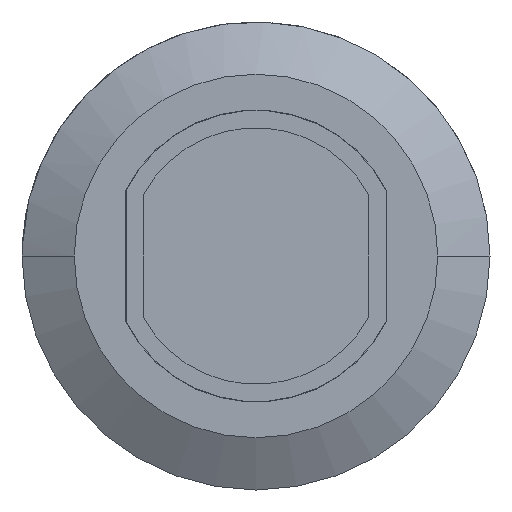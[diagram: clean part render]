
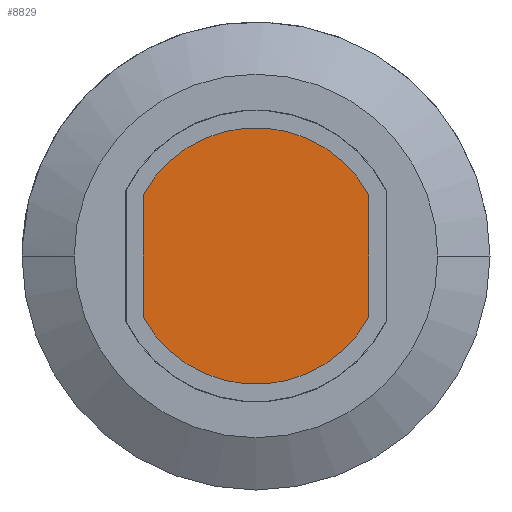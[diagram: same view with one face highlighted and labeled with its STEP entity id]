
A CAD part, left-side view. The second image highlights one B-rep face of the part: STEP entity #8829.
In plain terms, the highlighted planar face has unit normal (-1, 0, 0).
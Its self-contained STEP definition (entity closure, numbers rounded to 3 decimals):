
#5603=CARTESIAN_POINT('',(-23.7,0.,0.));
#5604=DIRECTION('',(-1.,0.,0.));
#5605=DIRECTION('',(0.,-0.878,0.478));
#5606=AXIS2_PLACEMENT_3D('',#5603,#5604,#5605);
#5608=DIRECTION('',(0.,0.,1.));
#5609=VECTOR('',#5608,7.074);
#5610=CARTESIAN_POINT('',(-23.7,-6.5,-3.537));
#5611=LINE('',#5610,#5609);
#5612=CARTESIAN_POINT('',(-23.7,0.,0.));
#5613=DIRECTION('',(-1.,0.,0.));
#5614=DIRECTION('',(0.,0.878,-0.478));
#5615=AXIS2_PLACEMENT_3D('',#5612,#5613,#5614);
#5617=DIRECTION('',(0.,0.,-1.));
#5618=VECTOR('',#5617,7.074);
#5619=CARTESIAN_POINT('',(-23.7,6.5,3.537));
#5620=LINE('',#5619,#5618);
#6177=CARTESIAN_POINT('',(-23.7,-6.5,3.537));
#6178=CARTESIAN_POINT('',(-23.7,6.5,3.537));
#6179=VERTEX_POINT('',#6177);
#6180=VERTEX_POINT('',#6178);
#6181=CARTESIAN_POINT('',(-23.7,6.5,-3.537));
#6182=VERTEX_POINT('',#6181);
#6183=CARTESIAN_POINT('',(-23.7,-6.5,-3.537));
#6184=VERTEX_POINT('',#6183);
#8818=CARTESIAN_POINT('',(-23.7,0.,0.));
#8819=DIRECTION('',(-1.,0.,0.));
#8820=DIRECTION('',(0.,0.,1.));
#8821=AXIS2_PLACEMENT_3D('',#8818,#8819,#8820);
#8822=PLANE('',#8821);
#8823=ORIENTED_EDGE('',*,*,#8770,.F.);
#8824=ORIENTED_EDGE('',*,*,#8785,.F.);
#8825=ORIENTED_EDGE('',*,*,#8799,.F.);
#8826=ORIENTED_EDGE('',*,*,#8812,.F.);
#8827=EDGE_LOOP('',(#8823,#8824,#8825,#8826));
#8828=FACE_OUTER_BOUND('',#8827,.F.);
#8829=ADVANCED_FACE('',(#8828),#8822,.T.);
#5607=CIRCLE('',#5606,7.4);
#5616=CIRCLE('',#5615,7.4);
#8770=EDGE_CURVE('',#6179,#6180,#5607,.T.);
#8785=EDGE_CURVE('',#6184,#6179,#5611,.T.);
#8799=EDGE_CURVE('',#6182,#6184,#5616,.T.);
#8812=EDGE_CURVE('',#6180,#6182,#5620,.T.);
